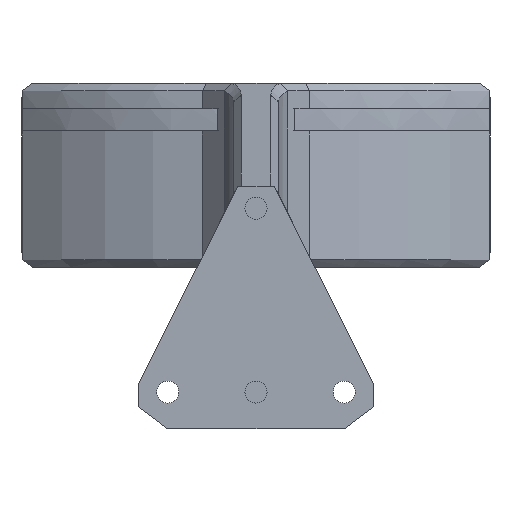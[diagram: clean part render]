
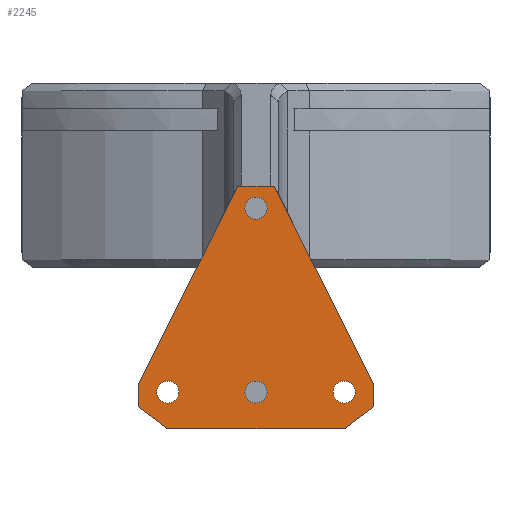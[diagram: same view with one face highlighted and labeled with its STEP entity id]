
A CAD part, front view. The second image highlights one B-rep face of the part: STEP entity #2245.
In plain terms, the highlighted planar face has unit normal (0, -1, 0).
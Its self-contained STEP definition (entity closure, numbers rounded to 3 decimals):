
#22=FACE_BOUND('',#375,.T.);
#23=FACE_BOUND('',#376,.T.);
#24=FACE_BOUND('',#377,.T.);
#25=FACE_BOUND('',#378,.T.);
#243=FACE_OUTER_BOUND('',#374,.T.);
#374=EDGE_LOOP('',(#2032,#2033,#2034,#2035,#2036,#2037,#2038,#2039));
#375=EDGE_LOOP('',(#2040));
#376=EDGE_LOOP('',(#2041));
#377=EDGE_LOOP('',(#2042));
#378=EDGE_LOOP('',(#2043));
#427=CIRCLE('',#2413,1.501);
#432=CIRCLE('',#2435,1.5);
#433=CIRCLE('',#2437,1.5);
#434=CIRCLE('',#2439,1.5);
#517=LINE('',#3396,#736);
#522=LINE('',#3405,#741);
#524=LINE('',#3409,#743);
#530=LINE('',#3421,#749);
#548=LINE('',#3457,#767);
#550=LINE('',#3461,#769);
#554=LINE('',#3469,#773);
#653=LINE('',#3912,#872);
#736=VECTOR('',#2678,10.);
#741=VECTOR('',#2685,10.);
#743=VECTOR('',#2689,10.);
#749=VECTOR('',#2697,10.);
#767=VECTOR('',#2727,10.);
#769=VECTOR('',#2731,10.);
#773=VECTOR('',#2737,10.);
#872=VECTOR('',#3024,10.);
#966=VERTEX_POINT('',#3393);
#967=VERTEX_POINT('',#3395);
#970=VERTEX_POINT('',#3403);
#971=VERTEX_POINT('',#3407);
#976=VERTEX_POINT('',#3419);
#988=VERTEX_POINT('',#3455);
#989=VERTEX_POINT('',#3459);
#992=VERTEX_POINT('',#3467);
#1049=VERTEX_POINT('',#3668);
#1072=VERTEX_POINT('',#3900);
#1073=VERTEX_POINT('',#3904);
#1074=VERTEX_POINT('',#3908);
#1213=EDGE_CURVE('',#967,#966,#517,.T.);
#1218=EDGE_CURVE('',#966,#970,#522,.T.);
#1220=EDGE_CURVE('',#970,#971,#524,.T.);
#1226=EDGE_CURVE('',#971,#976,#530,.T.);
#1244=EDGE_CURVE('',#976,#988,#548,.T.);
#1246=EDGE_CURVE('',#988,#989,#550,.T.);
#1250=EDGE_CURVE('',#989,#992,#554,.T.);
#1347=EDGE_CURVE('',#1049,#1049,#427,.T.);
#1392=EDGE_CURVE('',#1072,#1072,#432,.T.);
#1394=EDGE_CURVE('',#1073,#1073,#433,.T.);
#1396=EDGE_CURVE('',#1074,#1074,#434,.T.);
#1397=EDGE_CURVE('',#992,#967,#653,.T.);
#2032=ORIENTED_EDGE('',*,*,#1218,.T.);
#2033=ORIENTED_EDGE('',*,*,#1220,.T.);
#2034=ORIENTED_EDGE('',*,*,#1226,.T.);
#2035=ORIENTED_EDGE('',*,*,#1244,.T.);
#2036=ORIENTED_EDGE('',*,*,#1246,.T.);
#2037=ORIENTED_EDGE('',*,*,#1250,.T.);
#2038=ORIENTED_EDGE('',*,*,#1397,.T.);
#2039=ORIENTED_EDGE('',*,*,#1213,.T.);
#2040=ORIENTED_EDGE('',*,*,#1347,.T.);
#2041=ORIENTED_EDGE('',*,*,#1396,.F.);
#2042=ORIENTED_EDGE('',*,*,#1394,.F.);
#2043=ORIENTED_EDGE('',*,*,#1392,.F.);
#2121=PLANE('',#2441);
#2245=ADVANCED_FACE('',(#243,#22,#23,#24,#25),#2121,.F.);
#2413=AXIS2_PLACEMENT_3D('',#3669,#2938,#2939);
#2435=AXIS2_PLACEMENT_3D('',#3902,#3010,#3011);
#2437=AXIS2_PLACEMENT_3D('',#3906,#3015,#3016);
#2439=AXIS2_PLACEMENT_3D('',#3910,#3020,#3021);
#2441=AXIS2_PLACEMENT_3D('',#3913,#3025,#3026);
#2678=DIRECTION('',(-0.447,0.,-0.894));
#2685=DIRECTION('',(0.,0.,-1.));
#2689=DIRECTION('',(0.8,0.,-0.6));
#2697=DIRECTION('',(1.,0.,0.));
#2727=DIRECTION('',(0.8,0.,0.6));
#2731=DIRECTION('',(0.,0.,1.));
#2737=DIRECTION('',(-0.447,0.,0.894));
#2938=DIRECTION('center_axis',(0.,1.,0.));
#2939=DIRECTION('ref_axis',(1.,0.,0.));
#3010=DIRECTION('center_axis',(0.,-1.,0.));
#3011=DIRECTION('ref_axis',(1.,0.,0.));
#3015=DIRECTION('center_axis',(0.,-1.,0.));
#3016=DIRECTION('ref_axis',(1.,0.,0.));
#3020=DIRECTION('center_axis',(0.,-1.,0.));
#3021=DIRECTION('ref_axis',(1.,0.,0.));
#3024=DIRECTION('',(-1.,0.,0.));
#3025=DIRECTION('center_axis',(0.,1.,0.));
#3026=DIRECTION('ref_axis',(1.,0.,0.));
#3393=CARTESIAN_POINT('',(-16.,0.,1.));
#3395=CARTESIAN_POINT('',(-2.5,0.,28.));
#3396=CARTESIAN_POINT('',(-2.5,0.,28.));
#3403=CARTESIAN_POINT('',(-16.,0.,-2.));
#3405=CARTESIAN_POINT('',(-16.,0.,1.));
#3407=CARTESIAN_POINT('',(-12.,0.,-5.));
#3409=CARTESIAN_POINT('',(-16.,0.,-2.));
#3419=CARTESIAN_POINT('',(12.,0.,-5.));
#3421=CARTESIAN_POINT('',(-12.,0.,-5.));
#3455=CARTESIAN_POINT('',(16.,0.,-2.));
#3457=CARTESIAN_POINT('',(12.,0.,-5.));
#3459=CARTESIAN_POINT('',(16.,0.,1.));
#3461=CARTESIAN_POINT('',(16.,0.,-2.));
#3467=CARTESIAN_POINT('',(2.5,0.,28.));
#3469=CARTESIAN_POINT('',(16.,0.,1.));
#3668=CARTESIAN_POINT('',(-1.501,0.,25.));
#3669=CARTESIAN_POINT('Origin',(0.,0.,25.));
#3900=CARTESIAN_POINT('',(10.5,0.,0.));
#3902=CARTESIAN_POINT('Origin',(12.,0.,0.));
#3904=CARTESIAN_POINT('',(-1.5,0.,0.));
#3906=CARTESIAN_POINT('Origin',(0.,0.,0.));
#3908=CARTESIAN_POINT('',(-13.5,0.,0.));
#3910=CARTESIAN_POINT('Origin',(-12.,0.,0.));
#3912=CARTESIAN_POINT('',(2.5,0.,28.));
#3913=CARTESIAN_POINT('Origin',(0.,0.,11.5));
